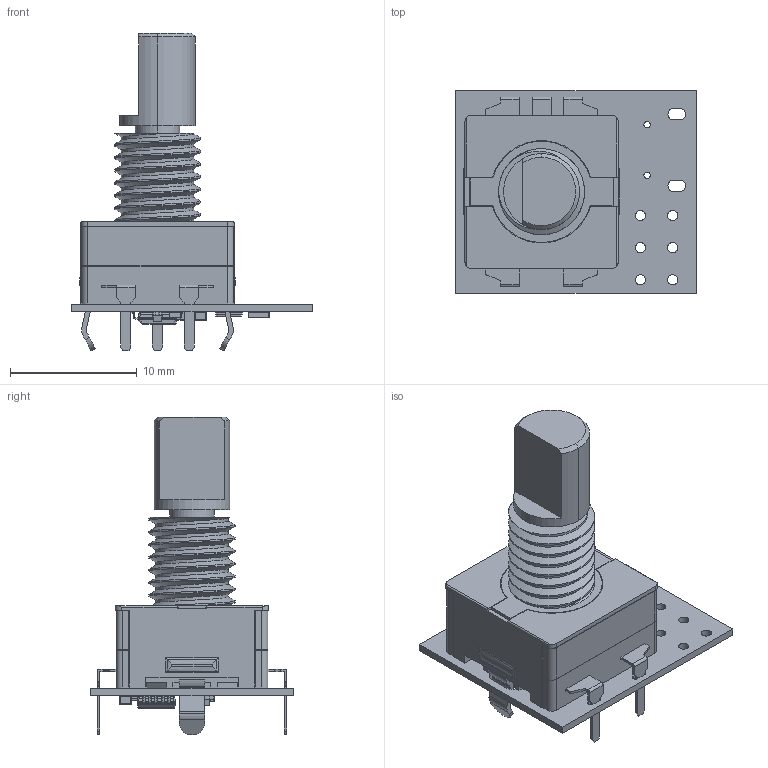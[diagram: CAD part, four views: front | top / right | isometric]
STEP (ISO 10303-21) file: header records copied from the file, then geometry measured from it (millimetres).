
FILE_DESCRIPTION(('Open CASCADE Model'),'2;1');
FILE_NAME('Open CASCADE Shape Model','2022-03-28T22:29:52',('Author'),( 'Open CASCADE'),'Open CASCADE STEP processor 6.8','Open CASCADE 6.8' ,'Unknown');
FILE_SCHEMA(('AUTOMOTIVE_DESIGN { 1 0 10303 214 1 1 1 1 }'));
Length unit declared in the file: millimetre
Products named in the file (50): PCB; Board; Open CASCADE STEP translator 6.8 93.1.1; U1; 4362605312; Open_CASCADE_STEP_translator_6.8_12.1; Body; Open_CASCADE_STEP_translator_6.8_12.2.1; Leader; ROTARY_ENCODER; rotary_encoder; R5; 6106784016; Mid_Body; Terminal; Mark; R4; 6106783856; D4; 0603_Chip_SMD_LED_(1.6x0.8mm)_coloured; D3; 6106785776; Open_CASCADE_STEP_translator_6.8_2.1.1; lead; D2; D1; 4362612672; C2; 6106783776; Open_CASCADE_STEP_translator_6.8_14.1.1; Open_CASCADE_STEP_translator_6.8_14.1.2; Open_CASCADE_STEP_translator_6.8_14.2.1; C1; 6106786816
Assembly tree (63 placements, depth 5):
  PCB
    Board
      Open CASCADE STEP translator 6.8 93.1.1
    U1
      4362605312
        Open_CASCADE_STEP_translator_6.8_12.1
        Body
          Open_CASCADE_STEP_translator_6.8_12.2.1
        Leader  x10
    ROTARY_ENCODER
      rotary_encoder
    R5
      6106784016
        Mid_Body
        Terminal  x2
          Open_CASCADE_STEP_translator_6.8_12.2.1
        Mark
    R4
      6106783856
        Mid_Body
        Terminal  x2
          Open_CASCADE_STEP_translator_6.8_12.2.1
        Mark
    D4
      0603_Chip_SMD_LED_(1.6x0.8mm)_coloured
    D3
      6106785776
        Body
          Open_CASCADE_STEP_translator_6.8_2.1.1
        lead  x2
    D2
      6106785776
        Body
          Open_CASCADE_STEP_translator_6.8_2.1.1
        lead  x2
    D1
      4362612672
        Body
          Open_CASCADE_STEP_translator_6.8_2.1.1
        lead  x2
    C2
      6106783776
        Terminal
          Open_CASCADE_STEP_translator_6.8_14.1.1
          Open_CASCADE_STEP_translator_6.8_14.1.2
        Mid_Body
          Open_CASCADE_STEP_translator_6.8_14.2.1
    C1
      6106786816
        Terminal
          Open_CASCADE_STEP_translator_6.8_14.1.1
          Open_CASCADE_STEP_translator_6.8_14.1.2
        Mid_Body
          Open_CASCADE_STEP_translator_6.8_14.2.1
Bounding box: 19 x 16 x 25.1 mm (x, y, z)
Volume: 1507 mm3; surface area: 2246.3 mm2
Topology: 47 solids, 48 shells, 1095 faces, 2597 edges, 1549 vertices
Faces by surface type: plane 713, cylinder 291, sphere 50, bspline 38, cone 3
Full cylindrical faces by diameter (mm): 0.375 x1, 0.5 x2, 0.8 x6
Entity records: 30555 total; most frequent: CARTESIAN_POINT 8254, ORIENTED_EDGE 3949, DIRECTION 3883, EDGE_CURVE 1975, LINE 1461, VECTOR 1461, VERTEX_POINT 1229, AXIS2_PLACEMENT_3D 1211
